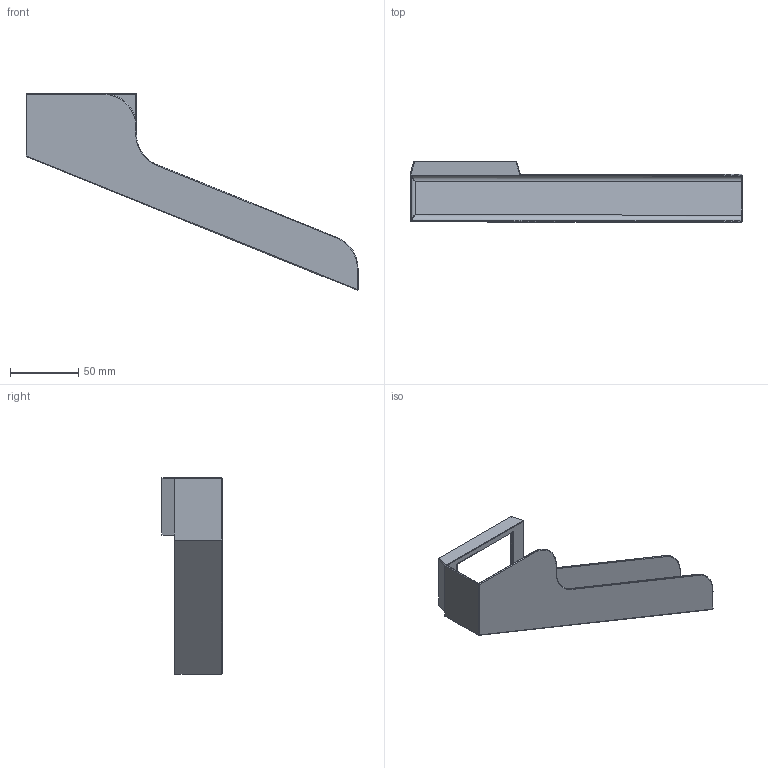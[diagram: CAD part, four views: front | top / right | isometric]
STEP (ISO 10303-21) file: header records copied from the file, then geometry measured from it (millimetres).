
FILE_DESCRIPTION(('FreeCAD Model'),'2;1');
FILE_NAME('Open CASCADE Shape Model','2025-06-06T23:40:16',(''),(''), 'Open CASCADE STEP processor 7.8','FreeCAD','Unknown');
FILE_SCHEMA(('AUTOMOTIVE_DESIGN { 1 0 10303 214 1 1 1 1 }'));
Length unit declared in the file: millimetre
Products named in the file (1): Fillet004
Bounding box: 243.4 x 44 x 144.1 mm (x, y, z)
Volume: 38295.9 mm3; surface area: 59821.1 mm2
Topology: 1 solids, 1 shells, 84 faces, 204 edges, 115 vertices
Faces by surface type: cylinder 37, plane 26, torus 10, bspline 6, sphere 5
Entity records: 2704 total; most frequent: CARTESIAN_POINT 787, DIRECTION 410, ORIENTED_EDGE 394, EDGE_CURVE 197, AXIS2_PLACEMENT_3D 150, VERTEX_POINT 115, LINE 110, VECTOR 110
